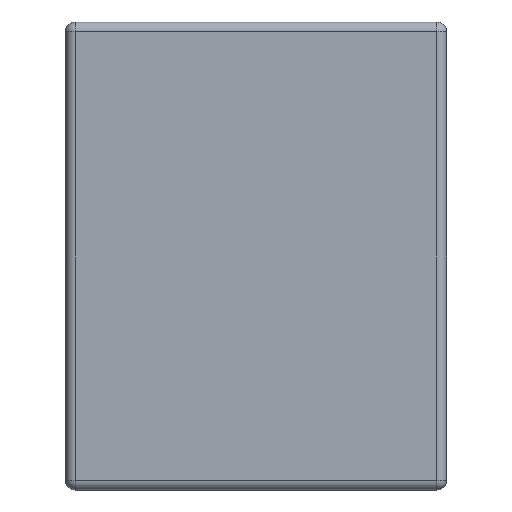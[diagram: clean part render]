
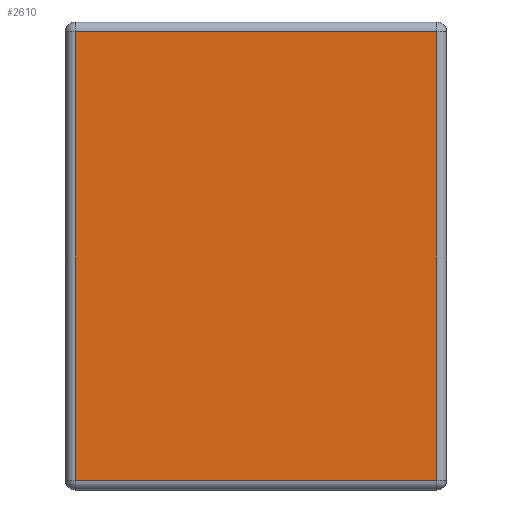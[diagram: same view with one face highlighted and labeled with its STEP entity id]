
A CAD part, left-side view. The second image highlights one B-rep face of the part: STEP entity #2610.
In plain terms, the highlighted planar face has unit normal (-1, 0, 0).
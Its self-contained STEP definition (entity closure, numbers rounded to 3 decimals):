
#3 = VECTOR ( 'NONE', #1057, 1000. ) ;
#271 = EDGE_CURVE ( 'NONE', #3215, #3914, #1025, .T. ) ;
#524 = PLANE ( 'NONE',  #1686 ) ;
#615 = VECTOR ( 'NONE', #2985, 1000. ) ;
#675 = DIRECTION ( 'NONE',  ( 0., 0., -1. ) ) ;
#770 = CARTESIAN_POINT ( 'NONE',  ( 0., 0.056, 0. ) ) ;
#784 = VERTEX_POINT ( 'NONE', #4203 ) ;
#798 = LINE ( 'NONE', #770, #2596 ) ;
#1025 = LINE ( 'NONE', #1723, #4392 ) ;
#1057 = DIRECTION ( 'NONE',  ( 0., 1., 0. ) ) ;
#1497 = ORIENTED_EDGE ( 'NONE', *, *, #271, .T. ) ;
#1552 = CARTESIAN_POINT ( 'NONE',  ( 0., 0., 0. ) ) ;
#1686 = AXIS2_PLACEMENT_3D ( 'NONE', #1552, #3347, #2209 ) ;
#1723 = CARTESIAN_POINT ( 'NONE',  ( 0., 2.144, -2.7 ) ) ;
#2086 = LINE ( 'NONE', #4354, #3 ) ;
#2174 = VERTEX_POINT ( 'NONE', #2413 ) ;
#2183 = EDGE_CURVE ( 'NONE', #2174, #784, #798, .T. ) ;
#2191 = DIRECTION ( 'NONE',  ( 0., 0., 1. ) ) ;
#2209 = DIRECTION ( 'NONE',  ( 0., 0., 1. ) ) ;
#2258 = FACE_OUTER_BOUND ( 'NONE', #3919, .T. ) ;
#2413 = CARTESIAN_POINT ( 'NONE',  ( 0., 0.056, -2.644 ) ) ;
#2594 = LINE ( 'NONE', #2615, #615 ) ;
#2596 = VECTOR ( 'NONE', #2191, 1000. ) ;
#2610 = ADVANCED_FACE ( 'NONE', ( #2258 ), #524, .T. ) ;
#2615 = CARTESIAN_POINT ( 'NONE',  ( 0., 0., -2.644 ) ) ;
#2985 = DIRECTION ( 'NONE',  ( 0., -1., 0. ) ) ;
#3215 = VERTEX_POINT ( 'NONE', #3812 ) ;
#3223 = ORIENTED_EDGE ( 'NONE', *, *, #3698, .T. ) ;
#3336 = EDGE_CURVE ( 'NONE', #784, #3215, #2086, .T. ) ;
#3347 = DIRECTION ( 'NONE',  ( -1., 0., 0. ) ) ;
#3361 = ORIENTED_EDGE ( 'NONE', *, *, #2183, .T. ) ;
#3582 = CARTESIAN_POINT ( 'NONE',  ( 0., 2.144, -2.644 ) ) ;
#3698 = EDGE_CURVE ( 'NONE', #3914, #2174, #2594, .T. ) ;
#3800 = ORIENTED_EDGE ( 'NONE', *, *, #3336, .T. ) ;
#3812 = CARTESIAN_POINT ( 'NONE',  ( 0., 2.144, -0.056 ) ) ;
#3914 = VERTEX_POINT ( 'NONE', #3582 ) ;
#3919 = EDGE_LOOP ( 'NONE', ( #3223, #3361, #3800, #1497 ) ) ;
#4203 = CARTESIAN_POINT ( 'NONE',  ( 0., 0.056, -0.056 ) ) ;
#4354 = CARTESIAN_POINT ( 'NONE',  ( 0., 2.2, -0.056 ) ) ;
#4392 = VECTOR ( 'NONE', #675, 1000. ) ;
